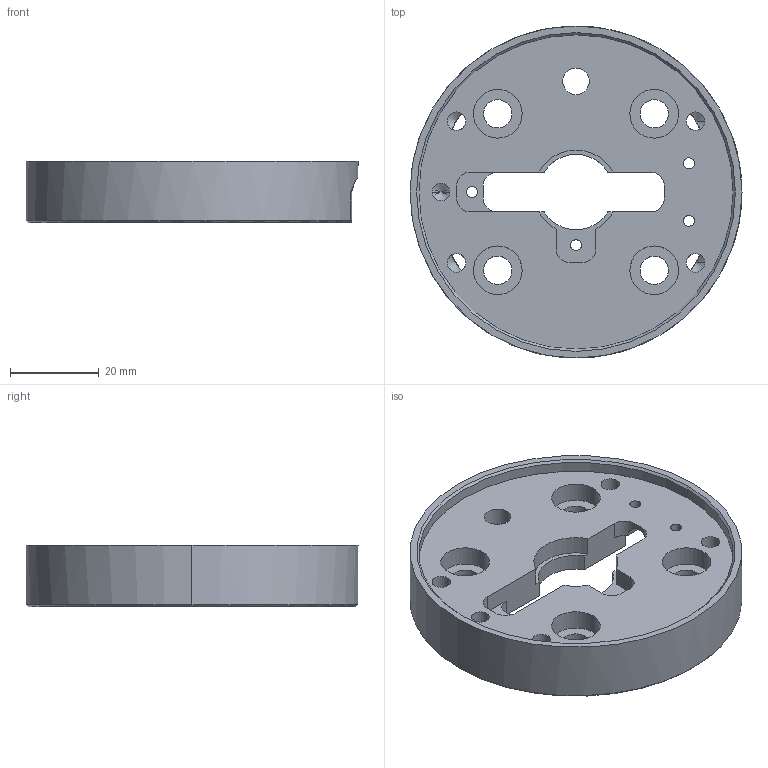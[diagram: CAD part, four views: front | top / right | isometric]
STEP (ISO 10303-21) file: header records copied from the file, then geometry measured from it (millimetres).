
FILE_DESCRIPTION (( 'STEP AP214' ), '1' );
FILE_NAME ('AGC-CPL-062-002.STEP', '2016-05-27T19:30:19', ( '' ), ( '' ), 'SwSTEP 2.0', 'SolidWorks 2013', '' );
FILE_SCHEMA (( 'AUTOMOTIVE_DESIGN' ));
Length unit declared in the file: millimetre
Products named in the file (1): AGC-CPL-062-002
Bounding box: 75 x 75 x 13.9 mm (x, y, z)
Volume: 31722.7 mm3; surface area: 14572 mm2
Topology: 1 solids, 1 shells, 110 faces, 303 edges, 194 vertices
Faces by surface type: cylinder 65, plane 30, cone 13, torus 2
Entity records: 4293 total; most frequent: CARTESIAN_POINT 766, DIRECTION 658, ORIENTED_EDGE 602, EDGE_CURVE 301, AXIS2_PLACEMENT_3D 262, VERTEX_POINT 194, CIRCLE 151, EDGE_LOOP 139
